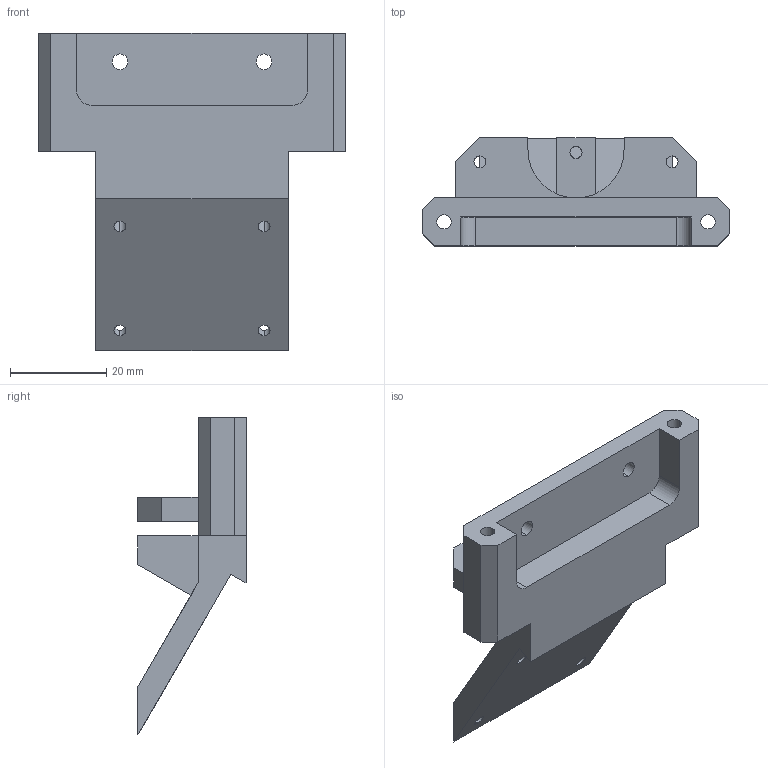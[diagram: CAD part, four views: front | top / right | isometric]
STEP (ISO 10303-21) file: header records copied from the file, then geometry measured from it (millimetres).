
FILE_DESCRIPTION (( 'STEP AP203' ), '1' );
FILE_NAME ('SA front kickup.STEP', '2022-03-30T06:26:43', ( '' ), ( '' ), 'SwSTEP 2.0', 'SolidWorks 2012', '' );
FILE_SCHEMA (( 'CONFIG_CONTROL_DESIGN' ));
Length unit declared in the file: millimetre
Products named in the file (1): SA front kickup
Bounding box: 64 x 22.5 x 66.2 mm (x, y, z)
Volume: 23462.1 mm3; surface area: 10931.5 mm2
Topology: 1 solids, 1 shells, 63 faces, 178 edges, 118 vertices
Faces by surface type: plane 38, cylinder 25
Entity records: 2163 total; most frequent: CARTESIAN_POINT 378, ORIENTED_EDGE 356, DIRECTION 346, EDGE_CURVE 178, VECTOR 126, LINE 126, VERTEX_POINT 118, AXIS2_PLACEMENT_3D 110
